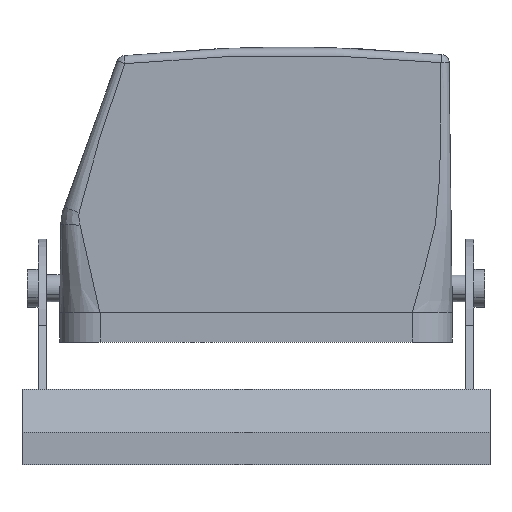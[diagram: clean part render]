
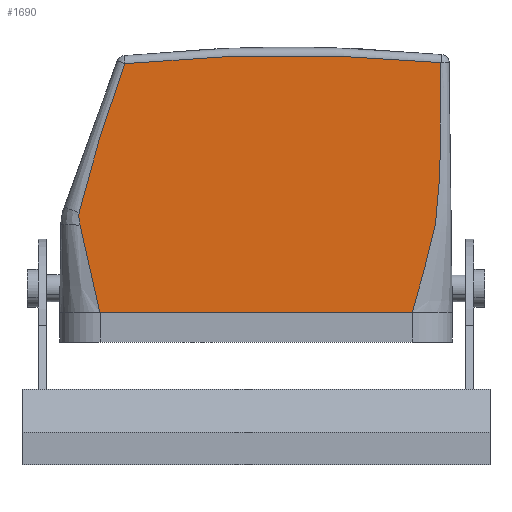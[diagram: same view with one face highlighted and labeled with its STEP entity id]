
A CAD part, left-side view. The second image highlights one B-rep face of the part: STEP entity #1690.
In plain terms, the highlighted planar face has unit normal (-1, 0, 0).
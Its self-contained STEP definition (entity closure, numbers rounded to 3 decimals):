
#1603=AXIS2_PLACEMENT_3D('Plane Axis2P3D',#1600,#1601,#1602) ;
#1679=AXIS2_PLACEMENT_3D('Circle Axis2P3D',#1677,#1678,$) ;
#784=CARTESIAN_POINT('Vertex',(18.5,14.473,28.3)) ;
#789=CARTESIAN_POINT('Line Origine',(18.5,43.498,28.3)) ;
#793=CARTESIAN_POINT('Vertex',(18.5,72.522,28.3)) ;
#1538=CARTESIAN_POINT('Vertex',(18.5,9.119,74.748)) ;
#1542=CARTESIAN_POINT('Control Point',(18.5,9.119,74.748)) ;
#1543=CARTESIAN_POINT('Control Point',(18.5,9.113,73.523)) ;
#1544=CARTESIAN_POINT('Control Point',(18.5,9.11,72.315)) ;
#1545=CARTESIAN_POINT('Control Point',(18.5,9.11,71.117)) ;
#1546=CARTESIAN_POINT('Control Point',(18.5,9.118,68.227)) ;
#1547=CARTESIAN_POINT('Control Point',(18.5,9.14,65.336)) ;
#1548=CARTESIAN_POINT('Control Point',(18.5,9.156,63.687)) ;
#1549=CARTESIAN_POINT('Control Point',(18.5,9.197,60.396)) ;
#1550=CARTESIAN_POINT('Control Point',(18.5,9.248,57.105)) ;
#1551=CARTESIAN_POINT('Control Point',(18.5,9.288,55.462)) ;
#1552=CARTESIAN_POINT('Control Point',(18.5,9.343,52.027)) ;
#1553=CARTESIAN_POINT('Control Point',(18.5,9.551,48.595)) ;
#1554=CARTESIAN_POINT('Control Point',(18.5,9.757,46.81)) ;
#1555=CARTESIAN_POINT('Control Point',(18.5,10.309,43.503)) ;
#1556=CARTESIAN_POINT('Control Point',(18.5,11.107,40.23)) ;
#1557=CARTESIAN_POINT('Control Point',(18.5,11.517,38.722)) ;
#1558=CARTESIAN_POINT('Control Point',(18.5,12.248,36.163)) ;
#1559=CARTESIAN_POINT('Control Point',(18.5,12.994,33.61)) ;
#1560=CARTESIAN_POINT('Control Point',(18.5,13.298,32.559)) ;
#1561=CARTESIAN_POINT('Control Point',(18.5,13.719,31.076)) ;
#1562=CARTESIAN_POINT('Control Point',(18.5,14.126,29.591)) ;
#1563=CARTESIAN_POINT('Control Point',(18.5,14.243,29.161)) ;
#1564=CARTESIAN_POINT('Control Point',(18.5,14.358,28.731)) ;
#1565=CARTESIAN_POINT('Control Point',(18.5,14.473,28.3)) ;
#1600=CARTESIAN_POINT('Axis2P3D Location',(18.5,1.631,-5.368)) ;
#1606=CARTESIAN_POINT('Control Point',(18.5,67.874,74.551)) ;
#1607=CARTESIAN_POINT('Control Point',(18.5,67.969,74.28)) ;
#1608=CARTESIAN_POINT('Control Point',(18.5,68.064,74.01)) ;
#1609=CARTESIAN_POINT('Control Point',(18.5,68.158,73.74)) ;
#1610=CARTESIAN_POINT('Control Point',(18.5,68.34,73.221)) ;
#1611=CARTESIAN_POINT('Control Point',(18.5,68.52,72.702)) ;
#1612=CARTESIAN_POINT('Control Point',(18.5,68.644,72.345)) ;
#1613=CARTESIAN_POINT('Control Point',(18.5,68.825,71.825)) ;
#1614=CARTESIAN_POINT('Control Point',(18.5,69.005,71.305)) ;
#1615=CARTESIAN_POINT('Control Point',(18.5,69.097,71.037)) ;
#1616=CARTESIAN_POINT('Control Point',(18.5,69.279,70.506)) ;
#1617=CARTESIAN_POINT('Control Point',(18.5,69.462,69.974)) ;
#1618=CARTESIAN_POINT('Control Point',(18.5,69.554,69.705)) ;
#1619=CARTESIAN_POINT('Control Point',(18.5,69.694,69.295)) ;
#1620=CARTESIAN_POINT('Control Point',(18.5,69.834,68.884)) ;
#1621=CARTESIAN_POINT('Control Point',(18.5,69.881,68.746)) ;
#1622=CARTESIAN_POINT('Control Point',(18.5,70.515,66.879)) ;
#1623=CARTESIAN_POINT('Control Point',(18.5,71.141,65.011)) ;
#1624=CARTESIAN_POINT('Control Point',(18.5,71.717,63.279)) ;
#1625=CARTESIAN_POINT('Control Point',(18.5,72.451,61.054)) ;
#1626=CARTESIAN_POINT('Control Point',(18.5,73.171,58.825)) ;
#1627=CARTESIAN_POINT('Control Point',(18.5,73.33,58.331)) ;
#1628=CARTESIAN_POINT('Control Point',(18.5,73.631,57.391)) ;
#1629=CARTESIAN_POINT('Control Point',(18.5,73.927,56.45)) ;
#1630=CARTESIAN_POINT('Control Point',(18.5,74.058,56.028)) ;
#1631=CARTESIAN_POINT('Control Point',(18.5,74.26,55.374)) ;
#1632=CARTESIAN_POINT('Control Point',(18.5,74.457,54.718)) ;
#1633=CARTESIAN_POINT('Control Point',(18.5,74.52,54.508)) ;
#1634=CARTESIAN_POINT('Control Point',(18.5,74.644,54.086)) ;
#1635=CARTESIAN_POINT('Control Point',(18.5,74.767,53.663)) ;
#1636=CARTESIAN_POINT('Control Point',(18.5,74.827,53.451)) ;
#1637=CARTESIAN_POINT('Control Point',(18.5,75.114,52.436)) ;
#1638=CARTESIAN_POINT('Control Point',(18.5,75.385,51.417)) ;
#1639=CARTESIAN_POINT('Control Point',(18.5,75.588,50.608)) ;
#1640=CARTESIAN_POINT('Control Point',(18.5,75.878,49.377)) ;
#1641=CARTESIAN_POINT('Control Point',(18.5,76.141,48.14)) ;
#1642=CARTESIAN_POINT('Control Point',(18.5,76.227,47.718)) ;
#1643=CARTESIAN_POINT('Control Point',(18.5,76.31,47.296)) ;
#1644=CARTESIAN_POINT('Control Point',(18.5,76.39,46.872)) ;
#1645=CARTESIAN_POINT('Vertex',(18.5,76.39,46.872)) ;
#1647=CARTESIAN_POINT('Vertex',(18.5,67.874,74.551)) ;
#1651=CARTESIAN_POINT('Control Point',(18.5,76.39,46.872)) ;
#1652=CARTESIAN_POINT('Control Point',(18.5,76.447,46.404)) ;
#1653=CARTESIAN_POINT('Control Point',(18.5,76.458,45.931)) ;
#1654=CARTESIAN_POINT('Control Point',(18.5,76.422,45.46)) ;
#1655=CARTESIAN_POINT('Control Point',(18.5,76.336,44.997)) ;
#1656=CARTESIAN_POINT('Control Point',(18.5,76.2,44.553)) ;
#1657=CARTESIAN_POINT('Vertex',(18.5,76.2,44.553)) ;
#1661=CARTESIAN_POINT('Control Point',(18.5,76.2,44.553)) ;
#1662=CARTESIAN_POINT('Control Point',(18.5,76.106,44.062)) ;
#1663=CARTESIAN_POINT('Control Point',(18.5,76.009,43.571)) ;
#1664=CARTESIAN_POINT('Control Point',(18.5,75.91,43.083)) ;
#1665=CARTESIAN_POINT('Control Point',(18.5,75.485,41.041)) ;
#1666=CARTESIAN_POINT('Control Point',(18.5,75.022,39.007)) ;
#1667=CARTESIAN_POINT('Control Point',(18.5,74.657,37.467)) ;
#1668=CARTESIAN_POINT('Control Point',(18.5,74.21,35.598)) ;
#1669=CARTESIAN_POINT('Control Point',(18.5,73.767,33.727)) ;
#1670=CARTESIAN_POINT('Control Point',(18.5,73.69,33.4)) ;
#1671=CARTESIAN_POINT('Control Point',(18.5,73.4,32.166)) ;
#1672=CARTESIAN_POINT('Control Point',(18.5,73.114,30.933)) ;
#1673=CARTESIAN_POINT('Control Point',(18.5,72.926,30.108)) ;
#1674=CARTESIAN_POINT('Control Point',(18.5,72.723,29.206)) ;
#1675=CARTESIAN_POINT('Control Point',(18.5,72.522,28.3)) ;
#1677=CARTESIAN_POINT('Axis2P3D Location',(18.5,37.5,-222.4)) ;
#790=DIRECTION('Vector Direction',(0.,-1.,0.)) ;
#1601=DIRECTION('Axis2P3D Direction',(-1.,0.,0.)) ;
#1602=DIRECTION('Axis2P3D XDirection',(0.,-0.17,0.985)) ;
#1678=DIRECTION('Axis2P3D Direction',(-1.,0.,0.)) ;
#791=VECTOR('Line Direction',#790,1.) ;
#1683=ORIENTED_EDGE('',*,*,#1649,.F.) ;
#1684=ORIENTED_EDGE('',*,*,#1659,.F.) ;
#1685=ORIENTED_EDGE('',*,*,#1676,.F.) ;
#1686=ORIENTED_EDGE('',*,*,#795,.T.) ;
#1687=ORIENTED_EDGE('',*,*,#1566,.T.) ;
#1688=ORIENTED_EDGE('',*,*,#1681,.T.) ;
#1690=ADVANCED_FACE('Hood',(#1689),#1604,.T.) ;
#1541=B_SPLINE_CURVE_WITH_KNOTS('',5,(#1542,#1543,#1544,#1545,#1546,#1547,#1548,#1549,#1550,#1551,#1552,#1553,#1554,#1555,#1556,#1557,#1558,#1559,#1560,#1561,#1562,#1563,#1564,#1565),.UNSPECIFIED.,.F.,.U.,(6,3,3,3,3,3,3,6),(23.319,29.507,37.723,45.908,54.84,62.515,67.884,70.09),.UNSPECIFIED.) ;
#1605=B_SPLINE_CURVE_WITH_KNOTS('',5,(#1606,#1607,#1608,#1609,#1610,#1611,#1612,#1613,#1614,#1615,#1616,#1617,#1618,#1619,#1620,#1621,#1622,#1623,#1624,#1625,#1626,#1627,#1628,#1629,#1630,#1631,#1632,#1633,#1634,#1635,#1636,#1637,#1638,#1639,#1640,#1641,#1642,#1643,#1644),.UNSPECIFIED.,.F.,.U.,(6,3,3,3,3,3,3,3,3,3,3,3,6),(0.,2.033,3.903,5.936,7.97,8.997,21.865,25.521,28.824,30.38,31.935,37.819,40.857),.UNSPECIFIED.) ;
#1650=B_SPLINE_CURVE_WITH_KNOTS('',5,(#1651,#1652,#1653,#1654,#1655,#1656),.UNSPECIFIED.,.F.,.U.,(6,6),(0.,3.321),.UNSPECIFIED.) ;
#1660=B_SPLINE_CURVE_WITH_KNOTS('',5,(#1661,#1662,#1663,#1664,#1665,#1666,#1667,#1668,#1669,#1670,#1671,#1672,#1673,#1674,#1675),.UNSPECIFIED.,.F.,.U.,(6,3,3,3,6),(0.,3.531,14.724,17.087,23.663),.UNSPECIFIED.) ;
#1680=CIRCLE('generated circle',#1679,298.5) ;
#795=EDGE_CURVE('',#794,#785,#792,.T.) ;
#1566=EDGE_CURVE('',#785,#1539,#1541,.F.) ;
#1649=EDGE_CURVE('',#1646,#1648,#1605,.F.) ;
#1659=EDGE_CURVE('',#1658,#1646,#1650,.F.) ;
#1676=EDGE_CURVE('',#794,#1658,#1660,.F.) ;
#1681=EDGE_CURVE('',#1539,#1648,#1680,.T.) ;
#1682=EDGE_LOOP('',(#1683,#1684,#1685,#1686,#1687,#1688)) ;
#1689=FACE_OUTER_BOUND('',#1682,.T.) ;
#792=LINE('Line',#789,#791) ;
#1604=PLANE('',#1603) ;
#785=VERTEX_POINT('',#784) ;
#794=VERTEX_POINT('',#793) ;
#1539=VERTEX_POINT('',#1538) ;
#1646=VERTEX_POINT('',#1645) ;
#1648=VERTEX_POINT('',#1647) ;
#1658=VERTEX_POINT('',#1657) ;
